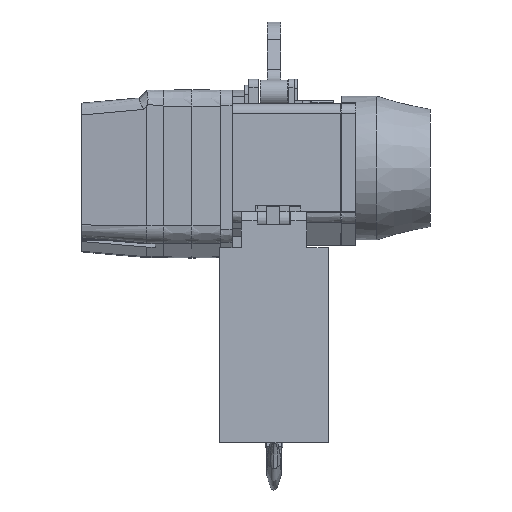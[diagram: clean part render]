
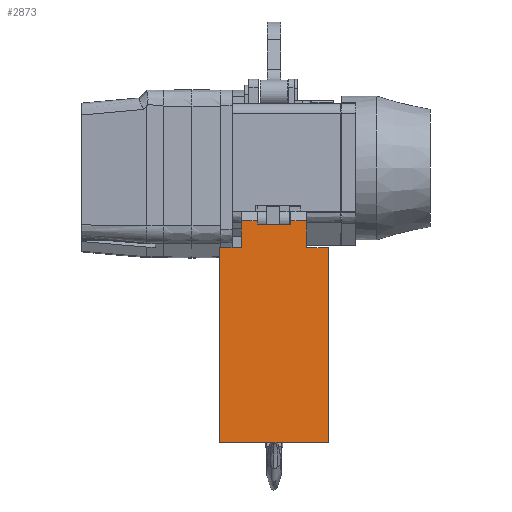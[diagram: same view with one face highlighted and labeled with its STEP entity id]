
A CAD part, left-side view. The second image highlights one B-rep face of the part: STEP entity #2873.
In plain terms, the highlighted face is planar.
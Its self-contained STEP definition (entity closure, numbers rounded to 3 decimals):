
#2873=ADVANCED_FACE('',(#5672),#5673,.T.);
#5672=FACE_OUTER_BOUND('',#13857,.T.);
#5673=PLANE('',#13858);
#13857=EDGE_LOOP('',(#23692,#23693,#23694,#23695,#23696,#23697,#23698,#23699,#23700,#23701,#23702,#23703));
#13858=AXIS2_PLACEMENT_3D('',#23704,#23705,#23706);
#23692=ORIENTED_EDGE('',*,*,#25521,.F.);
#23693=ORIENTED_EDGE('',*,*,#25799,.F.);
#23694=ORIENTED_EDGE('',*,*,#25533,.T.);
#23695=ORIENTED_EDGE('',*,*,#27549,.T.);
#23696=ORIENTED_EDGE('',*,*,#26345,.F.);
#23697=ORIENTED_EDGE('',*,*,#27383,.F.);
#23698=ORIENTED_EDGE('',*,*,#27472,.F.);
#23699=ORIENTED_EDGE('',*,*,#25592,.T.);
#23700=ORIENTED_EDGE('',*,*,#27565,.T.);
#23701=ORIENTED_EDGE('',*,*,#27525,.F.);
#23702=ORIENTED_EDGE('',*,*,#26601,.F.);
#23703=ORIENTED_EDGE('',*,*,#26352,.T.);
#23704=CARTESIAN_POINT('',(78.891,-311.4,-65.));
#23705=DIRECTION('',(0.999,0.052,0.));
#23706=DIRECTION('',(-0.052,0.999,0.));
#25521=EDGE_CURVE('',#29438,#29440,#29441,.T.);
#25533=EDGE_CURVE('',#29459,#29460,#29461,.T.);
#25592=EDGE_CURVE('',#29556,#29554,#29557,.T.);
#25799=EDGE_CURVE('',#29459,#29438,#29876,.T.);
#26345=EDGE_CURVE('',#30685,#30686,#30687,.T.);
#26352=EDGE_CURVE('',#30697,#29440,#30698,.T.);
#26601=EDGE_CURVE('',#30697,#31043,#31044,.T.);
#27383=EDGE_CURVE('',#32044,#30685,#32046,.T.);
#27472=EDGE_CURVE('',#29556,#32044,#32148,.T.);
#27525=EDGE_CURVE('',#31043,#32202,#32203,.T.);
#27549=EDGE_CURVE('',#29460,#30686,#32227,.T.);
#27565=EDGE_CURVE('',#29554,#32202,#32244,.T.);
#29438=VERTEX_POINT('',#35504);
#29440=VERTEX_POINT('',#35507);
#29441=LINE('',#35508,#35509);
#29459=VERTEX_POINT('',#35533);
#29460=VERTEX_POINT('',#35534);
#29461=LINE('',#35535,#35536);
#29554=VERTEX_POINT('',#35696);
#29556=VERTEX_POINT('',#35699);
#29557=LINE('',#35700,#35701);
#29876=LINE('',#36287,#36288);
#30685=VERTEX_POINT('',#37868);
#30686=VERTEX_POINT('',#37869);
#30687=LINE('',#37870,#37871);
#30697=VERTEX_POINT('',#37885);
#30698=LINE('',#37886,#37887);
#31043=VERTEX_POINT('',#38745);
#31044=LINE('',#38746,#38747);
#32044=VERTEX_POINT('',#40809);
#32046=LINE('',#40812,#40813);
#32148=LINE('',#41013,#41014);
#32202=VERTEX_POINT('',#41116);
#32203=LINE('',#41117,#41118);
#32227=LINE('',#41159,#41160);
#32244=LINE('',#41181,#41182);
#35504=CARTESIAN_POINT('',(66.654,-77.9,-39.));
#35507=CARTESIAN_POINT('',(66.654,-77.9,-65.));
#35508=CARTESIAN_POINT('',(66.654,-77.9,-39.));
#35509=VECTOR('',#42536,1.);
#35533=CARTESIAN_POINT('',(64.975,-45.875,-39.));
#35534=CARTESIAN_POINT('',(64.975,-45.875,-20.));
#35535=CARTESIAN_POINT('',(64.975,-45.875,-39.));
#35536=VECTOR('',#42549,1.);
#35696=CARTESIAN_POINT('',(66.654,-77.9,39.));
#35699=CARTESIAN_POINT('',(64.975,-45.875,39.));
#35700=CARTESIAN_POINT('',(64.975,-45.875,39.));
#35701=VECTOR('',#42608,1.);
#36287=CARTESIAN_POINT('',(64.975,-45.875,-39.));
#36288=VECTOR('',#42826,1.);
#37868=CARTESIAN_POINT('',(65.186,-49.9,20.));
#37869=CARTESIAN_POINT('',(65.186,-49.9,-20.));
#37870=CARTESIAN_POINT('',(65.186,-49.9,20.));
#37871=VECTOR('',#43417,1.);
#37885=CARTESIAN_POINT('',(78.891,-311.4,-65.));
#37886=CARTESIAN_POINT('',(78.891,-311.4,-65.));
#37887=VECTOR('',#43425,1.);
#38745=CARTESIAN_POINT('',(78.891,-311.4,65.));
#38746=CARTESIAN_POINT('',(78.891,-311.4,-65.));
#38747=VECTOR('',#43651,1.);
#40809=CARTESIAN_POINT('',(64.975,-45.875,20.));
#40812=CARTESIAN_POINT('',(64.975,-45.875,20.));
#40813=VECTOR('',#44342,1.);
#41013=CARTESIAN_POINT('',(64.975,-45.875,39.));
#41014=VECTOR('',#44404,1.);
#41116=CARTESIAN_POINT('',(66.654,-77.9,65.));
#41117=CARTESIAN_POINT('',(78.891,-311.4,65.));
#41118=VECTOR('',#44425,1.);
#41159=CARTESIAN_POINT('',(64.975,-45.875,-20.));
#41160=VECTOR('',#44437,1.);
#41181=CARTESIAN_POINT('',(66.654,-77.9,39.));
#41182=VECTOR('',#44442,1.);
#42536=DIRECTION('',(0.,0.,-1.));
#42549=DIRECTION('',(0.,0.,1.));
#42608=DIRECTION('',(0.052,-0.999,0.));
#42826=DIRECTION('',(0.052,-0.999,0.));
#43417=DIRECTION('',(0.,0.,-1.));
#43425=DIRECTION('',(-0.052,0.999,0.));
#43651=DIRECTION('',(0.,0.,1.));
#44342=DIRECTION('',(0.052,-0.999,0.));
#44404=DIRECTION('',(0.,0.,-1.));
#44425=DIRECTION('',(-0.052,0.999,0.));
#44437=DIRECTION('',(0.052,-0.999,0.));
#44442=DIRECTION('',(0.,0.,1.));
